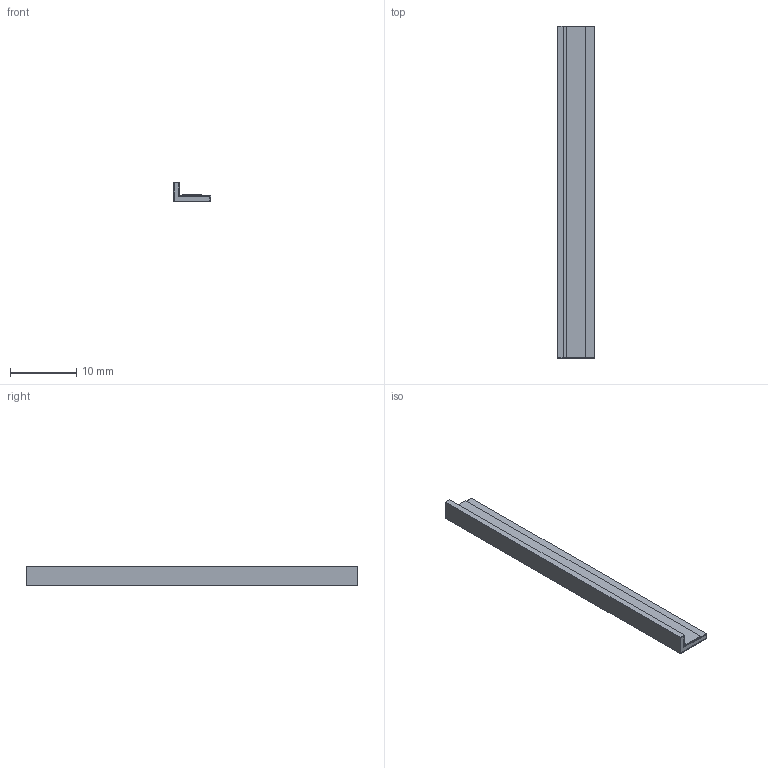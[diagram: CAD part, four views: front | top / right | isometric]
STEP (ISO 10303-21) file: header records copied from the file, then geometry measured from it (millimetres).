
FILE_DESCRIPTION( ( 'Unknown' ), '1' );
FILE_NAME( '38205603.stp', 'Unknown', ( 'Unknown' ), ( 'Unknown' ), 'XStep 1.0', 'Unknown', ' ' );
FILE_SCHEMA( ( 'automotive_design' ) );
Length unit declared in the file: millimetre
Products named in the file (1): 1
Bounding box: 5.6 x 50 x 3 mm (x, y, z)
Volume: 376.4 mm3; surface area: 895.2 mm2
Topology: 1 solids, 1 shells, 27 faces, 66 edges, 44 vertices
Faces by surface type: plane 27
Entity records: 1012 total; most frequent: CARTESIAN_POINT 138, ORIENTED_EDGE 132, DIRECTION 122, EDGE_CURVE 66, LINE 66, VECTOR 66, VERTEX_POINT 44, EDGE_LOOP 30
